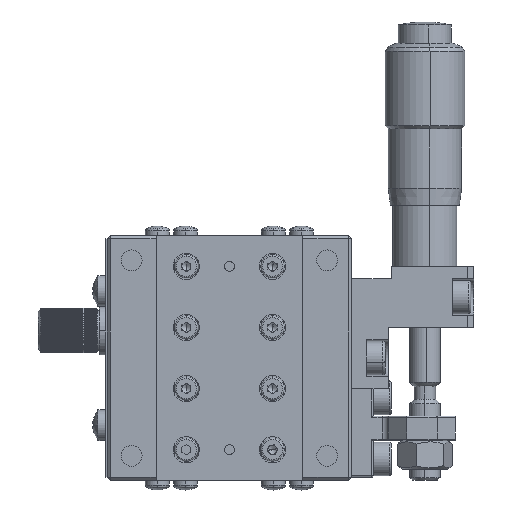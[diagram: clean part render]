
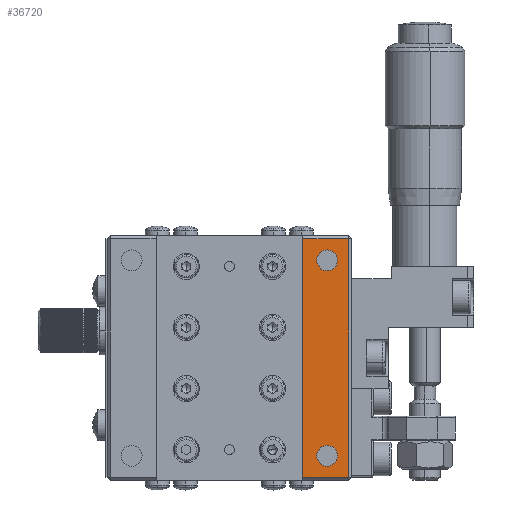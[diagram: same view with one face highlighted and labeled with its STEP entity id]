
A CAD part, left-side view. The second image highlights one B-rep face of the part: STEP entity #36720.
In plain terms, the highlighted planar face has unit normal (-1, 0, 0).
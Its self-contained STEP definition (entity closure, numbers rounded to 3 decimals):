
#1143 = CARTESIAN_POINT ( 'NONE',  ( 0., 8., 39.5 ) ) ;
#1898 = AXIS2_PLACEMENT_3D ( 'NONE', #21744, #6921, #24025 ) ;
#2210 = VERTEX_POINT ( 'NONE', #5232 ) ;
#2366 = VERTEX_POINT ( 'NONE', #24698 ) ;
#2629 = AXIS2_PLACEMENT_3D ( 'NONE', #35348, #15373, #9689 ) ;
#3260 = DIRECTION ( 'NONE',  ( 0., 0., 1. ) ) ;
#3606 = CARTESIAN_POINT ( 'NONE',  ( 0., 40., 39.5 ) ) ;
#3853 = AXIS2_PLACEMENT_3D ( 'NONE', #4862, #4728, #30805 ) ;
#4454 = CIRCLE ( 'NONE', #1898, 1.7 ) ;
#4462 = CARTESIAN_POINT ( 'NONE',  ( 0., 40., 0.5 ) ) ;
#4728 = DIRECTION ( 'NONE',  ( 1., 0., 0. ) ) ;
#4862 = CARTESIAN_POINT ( 'NONE',  ( 0., 4., 4. ) ) ;
#5232 = CARTESIAN_POINT ( 'NONE',  ( 0., 4., 5.7 ) ) ;
#5426 = VECTOR ( 'NONE', #10409, 1000. ) ;
#5442 = CARTESIAN_POINT ( 'NONE',  ( 0., 40., 40. ) ) ;
#5493 = CIRCLE ( 'NONE', #14187, 1.7 ) ;
#6011 = DIRECTION ( 'NONE',  ( 0., 1., 0. ) ) ;
#6037 = EDGE_LOOP ( 'NONE', ( #25479, #37393 ) ) ;
#6639 = CARTESIAN_POINT ( 'NONE',  ( 0., 0.5, 39.5 ) ) ;
#6749 = VECTOR ( 'NONE', #19007, 1000. ) ;
#6921 = DIRECTION ( 'NONE',  ( 1., 0., 0. ) ) ;
#7114 = CARTESIAN_POINT ( 'NONE',  ( 0., 8., 0. ) ) ;
#7590 = ORIENTED_EDGE ( 'NONE', *, *, #27638, .T. ) ;
#7627 = FACE_BOUND ( 'NONE', #6037, .T. ) ;
#9547 = LINE ( 'NONE', #3606, #29015 ) ;
#9689 = DIRECTION ( 'NONE',  ( 0., 0., -1. ) ) ;
#10409 = DIRECTION ( 'NONE',  ( 0., -1., 0. ) ) ;
#10852 = EDGE_CURVE ( 'NONE', #19293, #26928, #5493, .T. ) ;
#11621 = ORIENTED_EDGE ( 'NONE', *, *, #36180, .T. ) ;
#13292 = PLANE ( 'NONE',  #20816 ) ;
#13990 = CIRCLE ( 'NONE', #3853, 1.7 ) ;
#14187 = AXIS2_PLACEMENT_3D ( 'NONE', #36866, #14977, #26900 ) ;
#14977 = DIRECTION ( 'NONE',  ( 1., 0., 0. ) ) ;
#15197 = CIRCLE ( 'NONE', #2629, 1.7 ) ;
#15334 = EDGE_CURVE ( 'NONE', #28182, #27631, #22345, .T. ) ;
#15373 = DIRECTION ( 'NONE',  ( 1., 0., 0. ) ) ;
#16907 = EDGE_LOOP ( 'NONE', ( #33839, #7590 ) ) ;
#18324 = ORIENTED_EDGE ( 'NONE', *, *, #15334, .T. ) ;
#19007 = DIRECTION ( 'NONE',  ( 0., 0., 1. ) ) ;
#19293 = VERTEX_POINT ( 'NONE', #27419 ) ;
#19303 = VERTEX_POINT ( 'NONE', #36329 ) ;
#20816 = AXIS2_PLACEMENT_3D ( 'NONE', #5442, #22424, #31265 ) ;
#21047 = CARTESIAN_POINT ( 'NONE',  ( 0., 0.5, 0.5 ) ) ;
#21744 = CARTESIAN_POINT ( 'NONE',  ( 0., 4., 4. ) ) ;
#22345 = LINE ( 'NONE', #26174, #30500 ) ;
#22424 = DIRECTION ( 'NONE',  ( 1., 0., 0. ) ) ;
#23605 = ORIENTED_EDGE ( 'NONE', *, *, #36163, .F. ) ;
#23988 = VERTEX_POINT ( 'NONE', #1143 ) ;
#24025 = DIRECTION ( 'NONE',  ( 0., 0., -1. ) ) ;
#24698 = CARTESIAN_POINT ( 'NONE',  ( 0., 4., 2.3 ) ) ;
#24870 = EDGE_CURVE ( 'NONE', #27631, #23988, #9547, .T. ) ;
#24961 = ORIENTED_EDGE ( 'NONE', *, *, #24870, .T. ) ;
#25479 = ORIENTED_EDGE ( 'NONE', *, *, #26209, .T. ) ;
#26024 = EDGE_CURVE ( 'NONE', #2210, #2366, #13990, .T. ) ;
#26174 = CARTESIAN_POINT ( 'NONE',  ( 0., 0.5, 40. ) ) ;
#26209 = EDGE_CURVE ( 'NONE', #2366, #2210, #4454, .T. ) ;
#26900 = DIRECTION ( 'NONE',  ( 0., 0., -1. ) ) ;
#26928 = VERTEX_POINT ( 'NONE', #31269 ) ;
#27419 = CARTESIAN_POINT ( 'NONE',  ( 0., 4., 34.3 ) ) ;
#27631 = VERTEX_POINT ( 'NONE', #6639 ) ;
#27638 = EDGE_CURVE ( 'NONE', #26928, #19293, #15197, .T. ) ;
#28182 = VERTEX_POINT ( 'NONE', #21047 ) ;
#29015 = VECTOR ( 'NONE', #6011, 1000. ) ;
#30500 = VECTOR ( 'NONE', #3260, 1000. ) ;
#30805 = DIRECTION ( 'NONE',  ( 0., 0., -1. ) ) ;
#31265 = DIRECTION ( 'NONE',  ( 0., 0., -1. ) ) ;
#31269 = CARTESIAN_POINT ( 'NONE',  ( 0., 4., 37.7 ) ) ;
#33839 = ORIENTED_EDGE ( 'NONE', *, *, #10852, .T. ) ;
#34390 = LINE ( 'NONE', #4462, #5426 ) ;
#35348 = CARTESIAN_POINT ( 'NONE',  ( 0., 4., 36. ) ) ;
#35700 = LINE ( 'NONE', #7114, #6749 ) ;
#35966 = EDGE_LOOP ( 'NONE', ( #24961, #23605, #11621, #18324 ) ) ;
#36129 = FACE_OUTER_BOUND ( 'NONE', #35966, .T. ) ;
#36163 = EDGE_CURVE ( 'NONE', #19303, #23988, #35700, .T. ) ;
#36180 = EDGE_CURVE ( 'NONE', #19303, #28182, #34390, .T. ) ;
#36329 = CARTESIAN_POINT ( 'NONE',  ( 0., 8., 0.5 ) ) ;
#36574 = FACE_BOUND ( 'NONE', #16907, .T. ) ;
#36720 = ADVANCED_FACE ( 'NONE', ( #36129, #7627, #36574 ), #13292, .F. ) ;
#36866 = CARTESIAN_POINT ( 'NONE',  ( 0., 4., 36. ) ) ;
#37393 = ORIENTED_EDGE ( 'NONE', *, *, #26024, .T. ) ;
